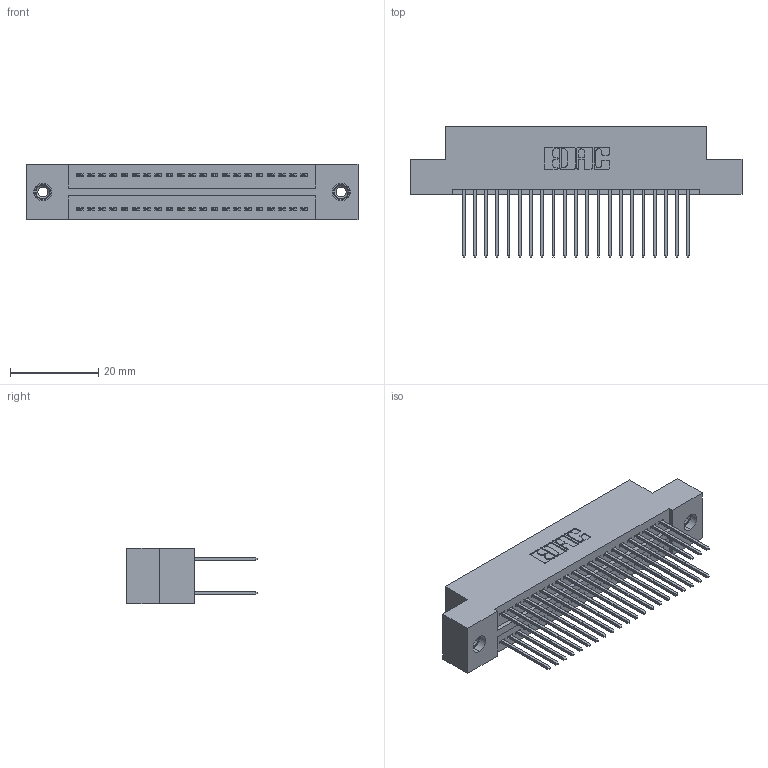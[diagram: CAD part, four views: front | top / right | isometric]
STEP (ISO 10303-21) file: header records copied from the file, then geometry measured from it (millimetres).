
FILE_DESCRIPTION (( 'STEP AP203' ), '1' );
FILE_NAME ('325-042-540-208.STEP', '2020-02-24T22:03:56', ( '' ), ( '' ), 'SwSTEP 2.0', 'SolidWorks 2016', '' );
FILE_SCHEMA (( 'CONFIG_CONTROL_DESIGN' ));
Length unit declared in the file: inch
Products named in the file (4): 345-250-001_345-250-003-102; 325 Part_TI; 325-042-540-208; 325-292-001_325-293-140
Assembly tree (45 placements, depth 2):
  325-042-540-208
    325 Part_TI
    325-292-001_325-293-140  x42
    345-250-001_345-250-003-102  x2
Bounding box: 75.06 x 29.46 x 12.45 mm (x, y, z)
Volume: 9653.9 mm3; surface area: 11958.3 mm2
Topology: 45 solids, 45 shells, 2358 faces, 6957 edges, 4574 vertices
Faces by surface type: plane 1614, cylinder 728, cone 12, torus 4
Entity records: 17430 total; most frequent: CARTESIAN_POINT 2897, ORIENTED_EDGE 2826, DIRECTION 2543, EDGE_CURVE 1413, LINE 1265, VECTOR 1265, VERTEX_POINT 936, AXIS2_PLACEMENT_3D 639
